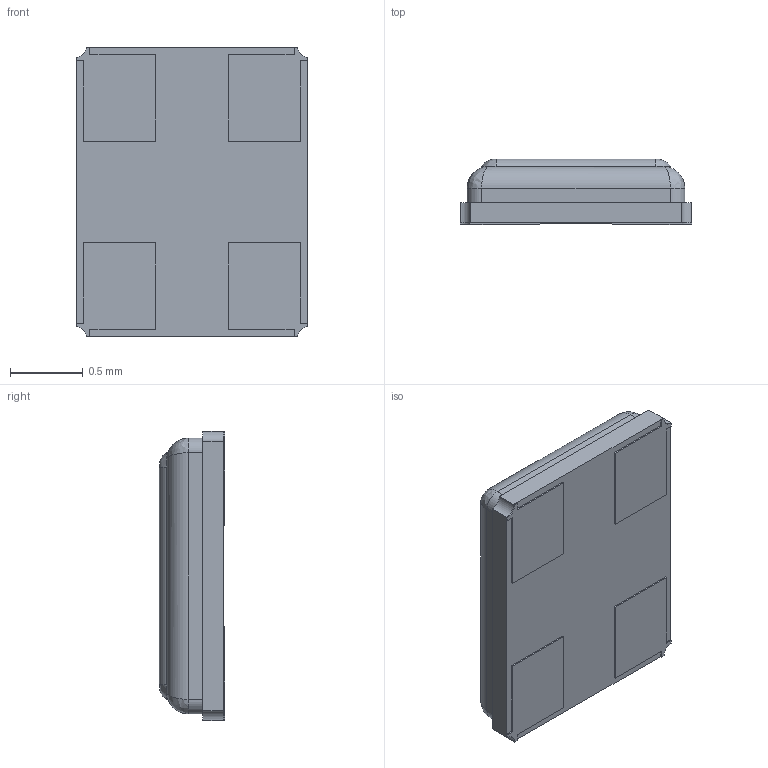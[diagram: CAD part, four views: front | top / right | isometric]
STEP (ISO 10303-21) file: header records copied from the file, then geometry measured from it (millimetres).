
FILE_DESCRIPTION(/* description */ (''),/* implementation_level */ '2;1');
FILE_NAME(/* name */ 'ECX-1637.step',/* time_stamp */ '2022-04-17T10:46:53-06:00',/* author */ (''),/* organization */ (''),/* preprocessor_version */ 'ST-DEVELOPER v18.1',/* originating_system */ 'Autodesk Translation Framework v10.14.0.1471',/* authorisation */ '');
FILE_SCHEMA (('AUTOMOTIVE_DESIGN { 1 0 10303 214 3 1 1 }'));
Length unit declared in the file: millimetre
Products named in the file (8): ECX-1637; Component1; Pin 1; Cap; Pin 3; Pin 4; Body; Pin 2
Assembly tree (7 placements, depth 2):
  ECX-1637
    Component1
    Pin 1
    Cap
    Pin 3
    Pin 4
    Body
    Pin 2
Bounding box: 1.6 x 0.45 x 2 mm (x, y, z)
Volume: 1.2 mm3; surface area: 21.3 mm2
Topology: 7 solids, 7 shells, 82 faces, 196 edges, 124 vertices
Faces by surface type: plane 54, cylinder 20, bspline 8
Entity records: 2685 total; most frequent: CARTESIAN_POINT 521, DIRECTION 418, ORIENTED_EDGE 384, EDGE_CURVE 192, LINE 144, VECTOR 144, AXIS2_PLACEMENT_3D 137, VERTEX_POINT 124
